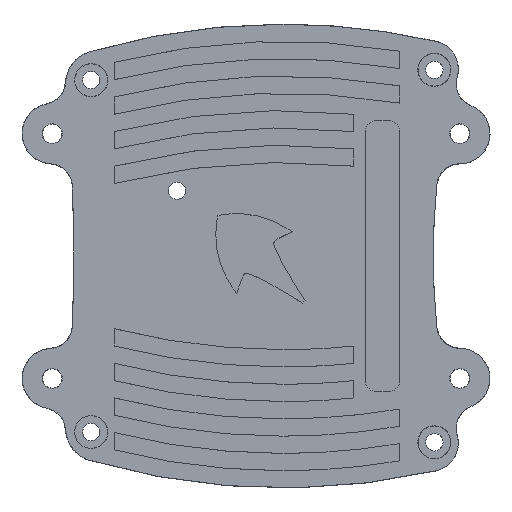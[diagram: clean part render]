
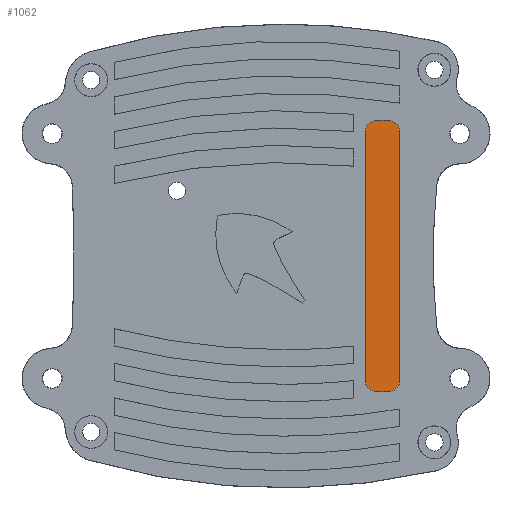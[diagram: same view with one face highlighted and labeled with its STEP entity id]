
A CAD part, front view. The second image highlights one B-rep face of the part: STEP entity #1062.
In plain terms, the highlighted planar face has unit normal (0, -1, 0).
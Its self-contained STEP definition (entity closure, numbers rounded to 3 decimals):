
#169 = CIRCLE ( 'NONE', #5107, 1.997 ) ;
#360 = LINE ( 'NONE', #5533, #5114 ) ;
#391 = CARTESIAN_POINT ( 'NONE',  ( 26.667, -7.105, 63.015 ) ) ;
#433 = DIRECTION ( 'NONE',  ( 0., 0., -1. ) ) ;
#475 = DIRECTION ( 'NONE',  ( 0., 0., -1. ) ) ;
#506 = DIRECTION ( 'NONE',  ( 0., 0., 1. ) ) ;
#530 = DIRECTION ( 'NONE',  ( 0., -1., 0. ) ) ;
#646 = ORIENTED_EDGE ( 'NONE', *, *, #5120, .T. ) ;
#833 = DIRECTION ( 'NONE',  ( -1., 0., 0. ) ) ;
#1062 = ADVANCED_FACE ( 'NONE', ( #6559 ), #3160, .T. ) ;
#1162 = CARTESIAN_POINT ( 'NONE',  ( 30.664, -7.105, 20.015 ) ) ;
#1174 = ORIENTED_EDGE ( 'NONE', *, *, #2001, .T. ) ;
#1182 = DIRECTION ( 'NONE',  ( 0., 0., -1. ) ) ;
#1204 = LINE ( 'NONE', #1806, #3144 ) ;
#1218 = VERTEX_POINT ( 'NONE', #2374 ) ;
#1232 = DIRECTION ( 'NONE',  ( 0., 0., -1. ) ) ;
#1526 = VECTOR ( 'NONE', #2978, 1000. ) ;
#1572 = VERTEX_POINT ( 'NONE', #5383 ) ;
#1619 = DIRECTION ( 'NONE',  ( 0., -1., 0. ) ) ;
#1684 = ORIENTED_EDGE ( 'NONE', *, *, #2997, .T. ) ;
#1734 = CIRCLE ( 'NONE', #2570, 1.997 ) ;
#1806 = CARTESIAN_POINT ( 'NONE',  ( 26.667, -7.105, 20.015 ) ) ;
#2001 = EDGE_CURVE ( 'NONE', #1218, #3049, #1734, .T. ) ;
#2135 = EDGE_CURVE ( 'NONE', #2897, #4612, #4447, .T. ) ;
#2317 = CARTESIAN_POINT ( 'NONE',  ( 30.664, -7.105, 65.012 ) ) ;
#2374 = CARTESIAN_POINT ( 'NONE',  ( 32.66, -7.105, 63.015 ) ) ;
#2466 = VERTEX_POINT ( 'NONE', #391 ) ;
#2500 = CARTESIAN_POINT ( 'NONE',  ( 28.664, -7.105, 18.019 ) ) ;
#2570 = AXIS2_PLACEMENT_3D ( 'NONE', #5462, #1619, #433 ) ;
#2635 = DIRECTION ( 'NONE',  ( 0., -1., 0. ) ) ;
#2774 = VERTEX_POINT ( 'NONE', #5985 ) ;
#2844 = EDGE_CURVE ( 'NONE', #2466, #2897, #1204, .T. ) ;
#2897 = VERTEX_POINT ( 'NONE', #3071 ) ;
#2918 = CIRCLE ( 'NONE', #7154, 1.997 ) ;
#2978 = DIRECTION ( 'NONE',  ( 1., 0., 0. ) ) ;
#2997 = EDGE_CURVE ( 'NONE', #1572, #2774, #169, .T. ) ;
#3049 = VERTEX_POINT ( 'NONE', #2317 ) ;
#3057 = LINE ( 'NONE', #2500, #1526 ) ;
#3071 = CARTESIAN_POINT ( 'NONE',  ( 26.667, -7.105, 20.015 ) ) ;
#3075 = ORIENTED_EDGE ( 'NONE', *, *, #3519, .T. ) ;
#3144 = VECTOR ( 'NONE', #4622, 1000. ) ;
#3160 = PLANE ( 'NONE',  #3764 ) ;
#3519 = EDGE_CURVE ( 'NONE', #2774, #1218, #360, .T. ) ;
#3591 = CARTESIAN_POINT ( 'NONE',  ( 28.664, -7.105, 65.012 ) ) ;
#3622 = VERTEX_POINT ( 'NONE', #6048 ) ;
#3762 = CARTESIAN_POINT ( 'NONE',  ( 28.664, -7.105, 18.019 ) ) ;
#3764 = AXIS2_PLACEMENT_3D ( 'NONE', #5661, #530, #1182 ) ;
#3766 = CARTESIAN_POINT ( 'NONE',  ( 28.664, -7.105, 20.015 ) ) ;
#3856 = AXIS2_PLACEMENT_3D ( 'NONE', #3766, #5470, #475 ) ;
#3891 = EDGE_CURVE ( 'NONE', #3049, #3622, #6411, .T. ) ;
#4403 = ORIENTED_EDGE ( 'NONE', *, *, #3891, .T. ) ;
#4447 = CIRCLE ( 'NONE', #3856, 1.997 ) ;
#4612 = VERTEX_POINT ( 'NONE', #3762 ) ;
#4622 = DIRECTION ( 'NONE',  ( 0., 0., -1. ) ) ;
#5073 = DIRECTION ( 'NONE',  ( 0., -1., 0. ) ) ;
#5107 = AXIS2_PLACEMENT_3D ( 'NONE', #1162, #5073, #1232 ) ;
#5114 = VECTOR ( 'NONE', #506, 1000. ) ;
#5120 = EDGE_CURVE ( 'NONE', #3622, #2466, #2918, .T. ) ;
#5151 = EDGE_LOOP ( 'NONE', ( #6417, #6951, #1684, #3075, #1174, #4403, #646, #6839 ) ) ;
#5353 = VECTOR ( 'NONE', #833, 1000. ) ;
#5383 = CARTESIAN_POINT ( 'NONE',  ( 30.664, -7.105, 18.019 ) ) ;
#5445 = CARTESIAN_POINT ( 'NONE',  ( 28.664, -7.105, 63.015 ) ) ;
#5462 = CARTESIAN_POINT ( 'NONE',  ( 30.664, -7.105, 63.015 ) ) ;
#5470 = DIRECTION ( 'NONE',  ( 0., -1., 0. ) ) ;
#5485 = EDGE_CURVE ( 'NONE', #4612, #1572, #3057, .T. ) ;
#5533 = CARTESIAN_POINT ( 'NONE',  ( 32.66, -7.105, 20.015 ) ) ;
#5661 = CARTESIAN_POINT ( 'NONE',  ( 28.664, -7.105, 20.015 ) ) ;
#5985 = CARTESIAN_POINT ( 'NONE',  ( 32.66, -7.105, 20.015 ) ) ;
#6048 = CARTESIAN_POINT ( 'NONE',  ( 28.664, -7.105, 65.012 ) ) ;
#6411 = LINE ( 'NONE', #3591, #5353 ) ;
#6417 = ORIENTED_EDGE ( 'NONE', *, *, #2135, .T. ) ;
#6559 = FACE_OUTER_BOUND ( 'NONE', #5151, .T. ) ;
#6839 = ORIENTED_EDGE ( 'NONE', *, *, #2844, .T. ) ;
#6951 = ORIENTED_EDGE ( 'NONE', *, *, #5485, .T. ) ;
#7126 = DIRECTION ( 'NONE',  ( 0., 0., -1. ) ) ;
#7154 = AXIS2_PLACEMENT_3D ( 'NONE', #5445, #2635, #7126 ) ;
